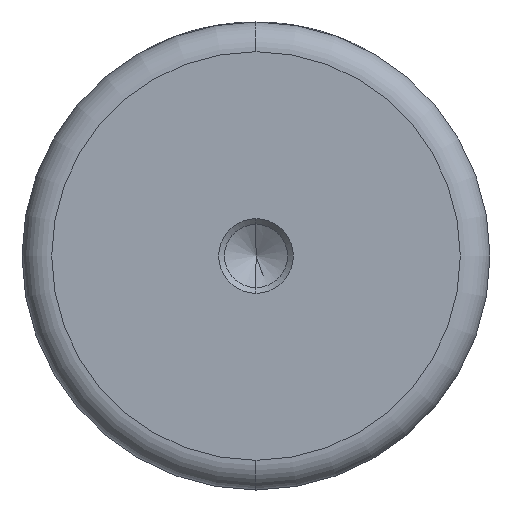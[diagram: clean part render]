
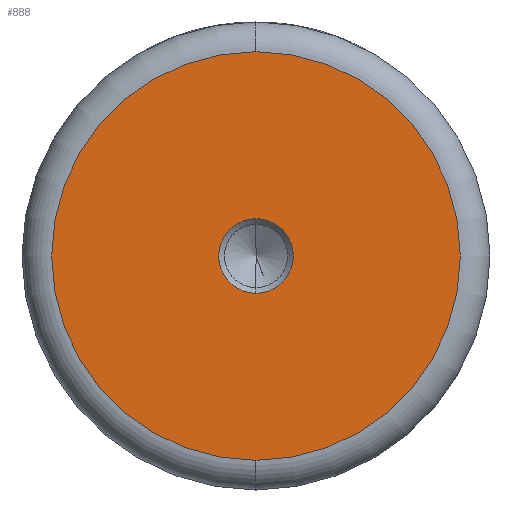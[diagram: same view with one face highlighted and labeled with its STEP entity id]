
A CAD part, left-side view. The second image highlights one B-rep face of the part: STEP entity #888.
In plain terms, the highlighted planar face has unit normal (-1, 0, 0).
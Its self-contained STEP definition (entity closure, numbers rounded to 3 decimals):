
#90 = CIRCLE ( 'NONE', #1451, 27.5 ) ;
#219 = ORIENTED_EDGE ( 'NONE', *, *, #1004, .T. ) ;
#237 = DIRECTION ( 'NONE',  ( -1., 0., 0. ) ) ;
#252 = FACE_BOUND ( 'NONE', #1154, .T. ) ;
#314 = CIRCLE ( 'NONE', #1226, 5.025 ) ;
#336 = CARTESIAN_POINT ( 'NONE',  ( 0., 0., -5.025 ) ) ;
#388 = CIRCLE ( 'NONE', #1105, 27.5 ) ;
#407 = EDGE_LOOP ( 'NONE', ( #219, #924 ) ) ;
#409 = DIRECTION ( 'NONE',  ( -1., 0., 0. ) ) ;
#458 = CARTESIAN_POINT ( 'NONE',  ( 0., 0., -27.5 ) ) ;
#469 = EDGE_CURVE ( 'NONE', #819, #768, #314, .T. ) ;
#525 = CARTESIAN_POINT ( 'NONE',  ( 0., 0., 5.025 ) ) ;
#593 = CARTESIAN_POINT ( 'NONE',  ( 0., 0., 0. ) ) ;
#601 = CARTESIAN_POINT ( 'NONE',  ( 0., 0., 0. ) ) ;
#653 = EDGE_CURVE ( 'NONE', #768, #819, #1476, .T. ) ;
#656 = AXIS2_PLACEMENT_3D ( 'NONE', #1377, #1262, #910 ) ;
#670 = ORIENTED_EDGE ( 'NONE', *, *, #653, .F. ) ;
#710 = DIRECTION ( 'NONE',  ( 0., 0., 1. ) ) ;
#717 = DIRECTION ( 'NONE',  ( 0., 0., 1. ) ) ;
#768 = VERTEX_POINT ( 'NONE', #525 ) ;
#795 = PLANE ( 'NONE',  #656 ) ;
#819 = VERTEX_POINT ( 'NONE', #336 ) ;
#888 = ADVANCED_FACE ( 'NONE', ( #252, #1098 ), #795, .T. ) ;
#910 = DIRECTION ( 'NONE',  ( 0., 0., 1. ) ) ;
#924 = ORIENTED_EDGE ( 'NONE', *, *, #1025, .T. ) ;
#929 = CARTESIAN_POINT ( 'NONE',  ( 0., 0., 0. ) ) ;
#978 = ORIENTED_EDGE ( 'NONE', *, *, #469, .F. ) ;
#1004 = EDGE_CURVE ( 'NONE', #1256, #1276, #90, .T. ) ;
#1025 = EDGE_CURVE ( 'NONE', #1276, #1256, #388, .T. ) ;
#1043 = DIRECTION ( 'NONE',  ( 0., 0., 1. ) ) ;
#1087 = CARTESIAN_POINT ( 'NONE',  ( 0., 0., 0. ) ) ;
#1098 = FACE_OUTER_BOUND ( 'NONE', #407, .T. ) ;
#1105 = AXIS2_PLACEMENT_3D ( 'NONE', #601, #1404, #717 ) ;
#1131 = CARTESIAN_POINT ( 'NONE',  ( 0., 0., 27.5 ) ) ;
#1154 = EDGE_LOOP ( 'NONE', ( #670, #978 ) ) ;
#1196 = AXIS2_PLACEMENT_3D ( 'NONE', #1087, #409, #1207 ) ;
#1207 = DIRECTION ( 'NONE',  ( 0., 0., 1. ) ) ;
#1226 = AXIS2_PLACEMENT_3D ( 'NONE', #593, #1394, #710 ) ;
#1256 = VERTEX_POINT ( 'NONE', #1131 ) ;
#1262 = DIRECTION ( 'NONE',  ( -1., 0., 0. ) ) ;
#1276 = VERTEX_POINT ( 'NONE', #458 ) ;
#1377 = CARTESIAN_POINT ( 'NONE',  ( 0., 0., 0. ) ) ;
#1394 = DIRECTION ( 'NONE',  ( -1., 0., 0. ) ) ;
#1404 = DIRECTION ( 'NONE',  ( -1., 0., 0. ) ) ;
#1451 = AXIS2_PLACEMENT_3D ( 'NONE', #929, #237, #1043 ) ;
#1476 = CIRCLE ( 'NONE', #1196, 5.025 ) ;
